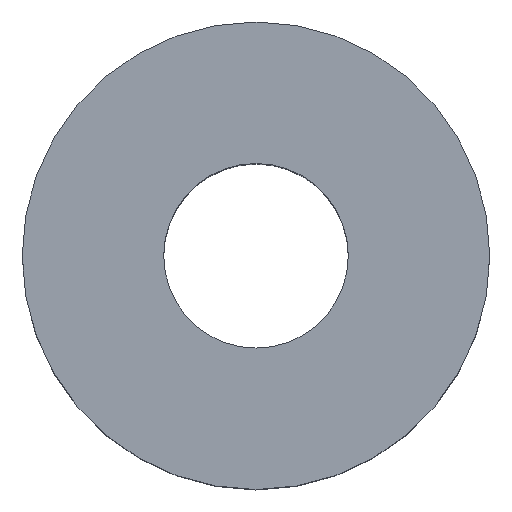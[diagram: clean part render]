
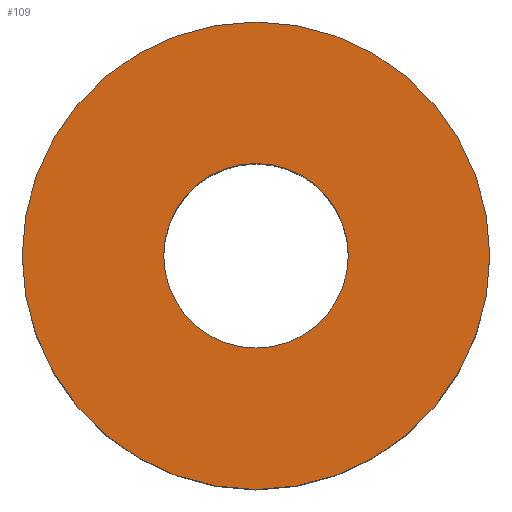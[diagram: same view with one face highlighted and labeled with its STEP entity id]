
A CAD part, top view. The second image highlights one B-rep face of the part: STEP entity #109.
In plain terms, the highlighted planar face has unit normal (0, 0, 1).
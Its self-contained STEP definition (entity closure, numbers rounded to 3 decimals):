
#18 = EDGE_LOOP ( 'NONE', ( #47, #66 ) ) ;
#28 = CARTESIAN_POINT ( 'NONE',  ( -1.006, 0., 2.7 ) ) ;
#30 = FACE_BOUND ( 'NONE', #18, .T. ) ;
#47 = ORIENTED_EDGE ( 'NONE', *, *, #264, .T. ) ;
#49 = ORIENTED_EDGE ( 'NONE', *, *, #103, .F. ) ;
#50 = EDGE_CURVE ( 'NONE', #91, #107, #189, .T. ) ;
#54 = FACE_OUTER_BOUND ( 'NONE', #176, .T. ) ;
#58 = AXIS2_PLACEMENT_3D ( 'NONE', #266, #74, #158 ) ;
#61 = CARTESIAN_POINT ( 'NONE',  ( 0., 0., 2.7 ) ) ;
#64 = VERTEX_POINT ( 'NONE', #71 ) ;
#66 = ORIENTED_EDGE ( 'NONE', *, *, #50, .T. ) ;
#67 = AXIS2_PLACEMENT_3D ( 'NONE', #220, #237, #92 ) ;
#69 = VERTEX_POINT ( 'NONE', #238 ) ;
#71 = CARTESIAN_POINT ( 'NONE',  ( -2.55, 0., 2.7 ) ) ;
#72 = CARTESIAN_POINT ( 'NONE',  ( 0., 0., 2.7 ) ) ;
#74 = DIRECTION ( 'NONE',  ( 0., 0., 1. ) ) ;
#80 = CIRCLE ( 'NONE', #230, 1.006 ) ;
#81 = AXIS2_PLACEMENT_3D ( 'NONE', #72, #156, #240 ) ;
#91 = VERTEX_POINT ( 'NONE', #95 ) ;
#92 = DIRECTION ( 'NONE',  ( -1., 0., 0. ) ) ;
#95 = CARTESIAN_POINT ( 'NONE',  ( 1.007, 0., 2.7 ) ) ;
#96 = EDGE_CURVE ( 'NONE', #69, #64, #136, .T. ) ;
#97 = CARTESIAN_POINT ( 'NONE',  ( 0., 0., 2.7 ) ) ;
#103 = EDGE_CURVE ( 'NONE', #64, #69, #192, .T. ) ;
#107 = VERTEX_POINT ( 'NONE', #28 ) ;
#109 = ADVANCED_FACE ( 'NONE', ( #54, #30 ), #202, .T. ) ;
#136 = CIRCLE ( 'NONE', #178, 2.55 ) ;
#146 = DIRECTION ( 'NONE',  ( 0., 0., -1. ) ) ;
#156 = DIRECTION ( 'NONE',  ( 0., 0., -1. ) ) ;
#158 = DIRECTION ( 'NONE',  ( 1., 0., 0. ) ) ;
#176 = EDGE_LOOP ( 'NONE', ( #229, #49 ) ) ;
#178 = AXIS2_PLACEMENT_3D ( 'NONE', #97, #203, #218 ) ;
#189 = CIRCLE ( 'NONE', #67, 1.006 ) ;
#192 = CIRCLE ( 'NONE', #81, 2.55 ) ;
#202 = PLANE ( 'NONE',  #58 ) ;
#203 = DIRECTION ( 'NONE',  ( 0., 0., -1. ) ) ;
#218 = DIRECTION ( 'NONE',  ( 1., 0., 0. ) ) ;
#220 = CARTESIAN_POINT ( 'NONE',  ( 0., 0., 2.7 ) ) ;
#226 = DIRECTION ( 'NONE',  ( -1., 0., 0. ) ) ;
#229 = ORIENTED_EDGE ( 'NONE', *, *, #96, .F. ) ;
#230 = AXIS2_PLACEMENT_3D ( 'NONE', #61, #146, #226 ) ;
#237 = DIRECTION ( 'NONE',  ( 0., 0., -1. ) ) ;
#238 = CARTESIAN_POINT ( 'NONE',  ( 2.55, 0., 2.7 ) ) ;
#240 = DIRECTION ( 'NONE',  ( 1., 0., 0. ) ) ;
#264 = EDGE_CURVE ( 'NONE', #107, #91, #80, .T. ) ;
#266 = CARTESIAN_POINT ( 'NONE',  ( -2.55, 0., 2.7 ) ) ;
